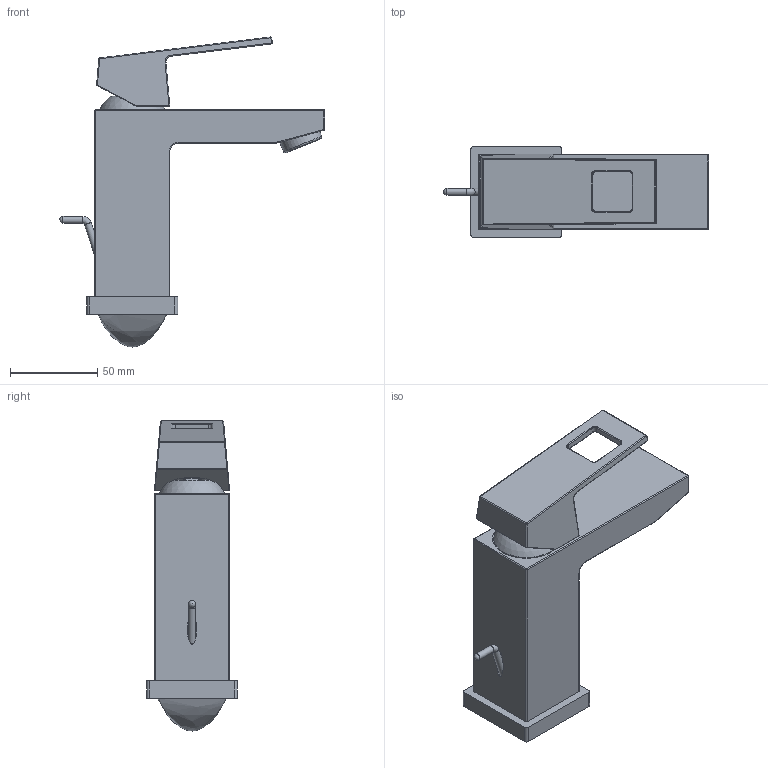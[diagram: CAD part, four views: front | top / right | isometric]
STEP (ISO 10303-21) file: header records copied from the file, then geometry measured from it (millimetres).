
FILE_DESCRIPTION(/* description */ ('Unknown'),/* implementation_level */ '2;1');
FILE_NAME(/* name */ '2312700E',/* time_stamp */ '2022-09-09T05:06:27+02:00',/* author */ ('Unknown'),/* organization */ ('GROHE AG'),/* preprocessor_version */ 'ST-DEVELOPER v16.7',/* originating_system */ 'DEX',/* authorisation */ $);
FILE_SCHEMA (('AUTOMOTIVE_DESIGN {1 0 10303 214 3 1 1}'));
Length unit declared in the file: millimetre
Products named in the file (3): 2312700E; id184
Assembly tree (2 placements, depth 2):
  2312700E
    2312700E
    id184
Bounding box: 151.71 x 52 x 177.46 mm (x, y, z)
Volume: 351772.2 mm3; surface area: 52960.6 mm2
Topology: 2 solids, 7 shells, 154 faces, 439 edges, 292 vertices
Faces by surface type: cylinder 61, plane 37, sphere 33, bspline 20, torus 2, cone 1
Full cylindrical faces by diameter (mm): 4 x2, 5.3 x1, 20.05 x1, 20.1 x1, 23.6 x1
Entity records: 7632 total; most frequent: CARTESIAN_POINT 2975, ORIENTED_EDGE 752, DIRECTION 626, EDGE_CURVE 420, VERTEX_POINT 291, LINE 214, VECTOR 214, AXIS2_PLACEMENT_3D 206
